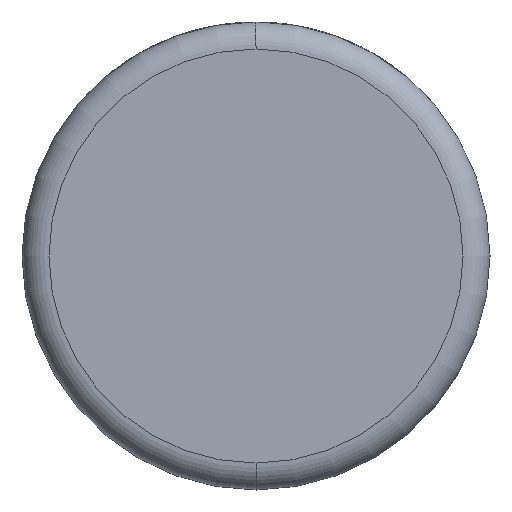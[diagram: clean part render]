
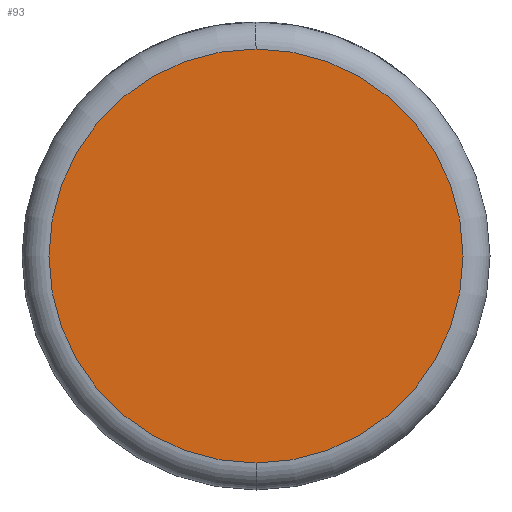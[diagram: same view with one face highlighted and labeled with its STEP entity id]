
A CAD part, front view. The second image highlights one B-rep face of the part: STEP entity #93.
In plain terms, the highlighted planar face has unit normal (0, -1, 0).
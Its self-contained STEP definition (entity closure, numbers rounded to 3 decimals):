
#93=ADVANCED_FACE('',(#215),#216,.F.);
#215=FACE_OUTER_BOUND('',#417,.T.);
#216=PLANE('',#418);
#417=EDGE_LOOP('',(#1009,#1010));
#418=AXIS2_PLACEMENT_3D('',#1011,#1012,#1013);
#1009=ORIENTED_EDGE('',*,*,#1630,.T.);
#1010=ORIENTED_EDGE('',*,*,#1561,.T.);
#1011=CARTESIAN_POINT('',(0.0,0.0,0.0));
#1012=DIRECTION('',(-0.0,1.0,0.0));
#1013=DIRECTION('',(1.0,0.0,0.0));
#1561=EDGE_CURVE('',#1853,#1850,#1854,.T.);
#1630=EDGE_CURVE('',#1850,#1853,#1980,.T.);
#1850=VERTEX_POINT('',#2309);
#1853=VERTEX_POINT('',#2312);
#1854=CIRCLE('',#2313,10.175);
#1980=CIRCLE('',#2537,10.175);
#2309=CARTESIAN_POINT('',(0.0,0.0,10.175));
#2312=CARTESIAN_POINT('',(0.,0.0,-10.175));
#2313=AXIS2_PLACEMENT_3D('',#3102,#3103,#3104);
#2537=AXIS2_PLACEMENT_3D('',#3206,#3207,#3208);
#3102=CARTESIAN_POINT('',(0.0,0.0,0.0));
#3103=DIRECTION('',(0.0,-1.0,0.0));
#3104=DIRECTION('',(0.0,0.0,1.0));
#3206=CARTESIAN_POINT('',(0.0,0.0,0.0));
#3207=DIRECTION('',(0.0,-1.0,0.0));
#3208=DIRECTION('',(0.0,0.0,1.0));
